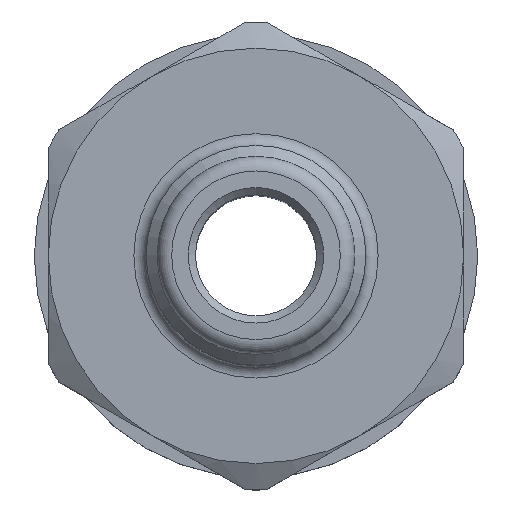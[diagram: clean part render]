
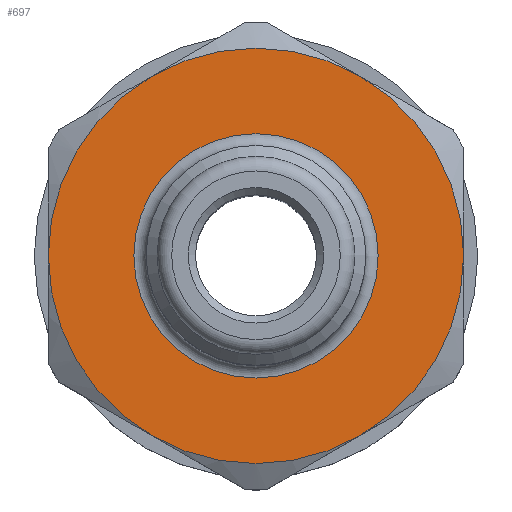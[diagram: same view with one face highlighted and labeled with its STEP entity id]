
A CAD part, top view. The second image highlights one B-rep face of the part: STEP entity #697.
In plain terms, the highlighted planar face has unit normal (0, 0, 1).
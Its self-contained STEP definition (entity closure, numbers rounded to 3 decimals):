
#32=PLANE('',#799);
#108=CIRCLE('',#734,8.5);
#109=CIRCLE('',#736,8.5);
#112=CIRCLE('',#740,8.5);
#113=CIRCLE('',#742,8.5);
#115=CIRCLE('',#745,8.5);
#117=CIRCLE('',#748,8.5);
#143=CIRCLE('',#798,5.);
#254=ORIENTED_EDGE('',*,*,#343,.F.);
#255=ORIENTED_EDGE('',*,*,#337,.F.);
#256=ORIENTED_EDGE('',*,*,#335,.F.);
#257=ORIENTED_EDGE('',*,*,#353,.F.);
#258=ORIENTED_EDGE('',*,*,#349,.F.);
#259=ORIENTED_EDGE('',*,*,#345,.F.);
#260=ORIENTED_EDGE('',*,*,#404,.T.);
#335=EDGE_CURVE('',#422,#420,#108,.T.);
#337=EDGE_CURVE('',#420,#424,#109,.T.);
#343=EDGE_CURVE('',#424,#427,#112,.T.);
#345=EDGE_CURVE('',#427,#430,#113,.T.);
#349=EDGE_CURVE('',#430,#433,#115,.T.);
#353=EDGE_CURVE('',#433,#422,#117,.T.);
#404=EDGE_CURVE('',#467,#467,#143,.T.);
#420=VERTEX_POINT('',#1074);
#422=VERTEX_POINT('',#1081);
#424=VERTEX_POINT('',#1090);
#427=VERTEX_POINT('',#1103);
#430=VERTEX_POINT('',#1118);
#433=VERTEX_POINT('',#1132);
#467=VERTEX_POINT('',#1255);
#536=EDGE_LOOP('',(#254,#255,#256,#257,#258,#259));
#537=EDGE_LOOP('',(#260));
#616=FACE_BOUND('',#536,.T.);
#617=FACE_BOUND('',#537,.T.);
#697=ADVANCED_FACE('',(#616,#617),#32,.F.);
#734=AXIS2_PLACEMENT_3D('',#1082,#841,#842);
#736=AXIS2_PLACEMENT_3D('',#1089,#845,#846);
#740=AXIS2_PLACEMENT_3D('',#1110,#853,#854);
#742=AXIS2_PLACEMENT_3D('',#1117,#857,#858);
#745=AXIS2_PLACEMENT_3D('',#1131,#863,#864);
#748=AXIS2_PLACEMENT_3D('',#1145,#869,#870);
#798=AXIS2_PLACEMENT_3D('',#1254,#993,#994);
#799=AXIS2_PLACEMENT_3D('',#1256,#995,#996);
#841=DIRECTION('',(0.,0.,-1.));
#842=DIRECTION('',(-1.,0.,0.));
#845=DIRECTION('',(0.,0.,-1.));
#846=DIRECTION('',(-1.,0.,0.));
#853=DIRECTION('',(0.,0.,-1.));
#854=DIRECTION('',(-1.,0.,0.));
#857=DIRECTION('',(0.,0.,-1.));
#858=DIRECTION('',(-1.,0.,0.));
#863=DIRECTION('',(0.,0.,-1.));
#864=DIRECTION('',(-1.,0.,0.));
#869=DIRECTION('',(0.,0.,-1.));
#870=DIRECTION('',(-1.,0.,0.));
#993=DIRECTION('',(0.,0.,-1.));
#994=DIRECTION('',(-1.,0.,0.));
#995=DIRECTION('',(0.,0.,-1.));
#996=DIRECTION('',(-1.,0.,0.));
#1074=CARTESIAN_POINT('',(-8.5,0.,13.5));
#1081=CARTESIAN_POINT('',(-4.25,-7.361,13.5));
#1082=CARTESIAN_POINT('',(0.,0.,13.5));
#1089=CARTESIAN_POINT('',(0.,0.,13.5));
#1090=CARTESIAN_POINT('',(-4.25,7.361,13.5));
#1103=CARTESIAN_POINT('',(4.25,7.361,13.5));
#1110=CARTESIAN_POINT('',(0.,0.,13.5));
#1117=CARTESIAN_POINT('',(0.,0.,13.5));
#1118=CARTESIAN_POINT('',(8.5,0.,13.5));
#1131=CARTESIAN_POINT('',(0.,0.,13.5));
#1132=CARTESIAN_POINT('',(4.25,-7.361,13.5));
#1145=CARTESIAN_POINT('',(0.,0.,13.5));
#1254=CARTESIAN_POINT('',(0.,0.,13.5));
#1255=CARTESIAN_POINT('',(-5.,0.,13.5));
#1256=CARTESIAN_POINT('',(0.,5.,13.5));
